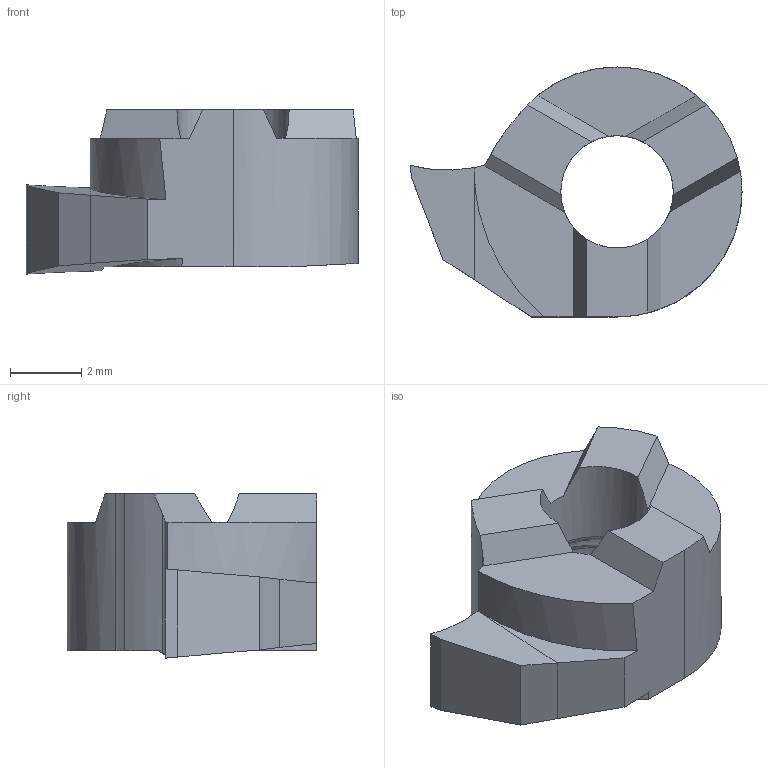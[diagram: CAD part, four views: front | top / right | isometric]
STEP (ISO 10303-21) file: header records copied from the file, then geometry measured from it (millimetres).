
FILE_DESCRIPTION(/* description */ (''),/* implementation_level */ '2;1');
FILE_NAME(/* name */ '1637917985696.stp',/* time_stamp */ '2021-11-26T14:43:16+05:00',/* author */ (''),/* organization */ ('SMS'),/* preprocessor_version */ 'ST-DEVELOPER v16.7',/* originating_system */ 'SIEMENS PLM Software NX 12.0',/* authorisation */ '');
FILE_SCHEMA (('AUTOMOTIVE_DESIGN { 1 0 10303 214 3 1 1 1 }'));
Length unit declared in the file: millimetre
Products named in the file (1): 203810013mod000_00
Bounding box: 9.3 x 7 x 4.6 mm (x, y, z)
Volume: 127.2 mm3; surface area: 235 mm2
Topology: 2 solids, 2 shells, 45 faces, 122 edges, 82 vertices
Faces by surface type: plane 22, cylinder 11, torus 4, cone 4, bspline 4
Entity records: 1636 total; most frequent: CARTESIAN_POINT 519, ORIENTED_EDGE 242, DIRECTION 202, EDGE_CURVE 121, AXIS2_PLACEMENT_3D 81, VERTEX_POINT 78, ADVANCED_FACE 45, FACE_OUTER_BOUND 45
